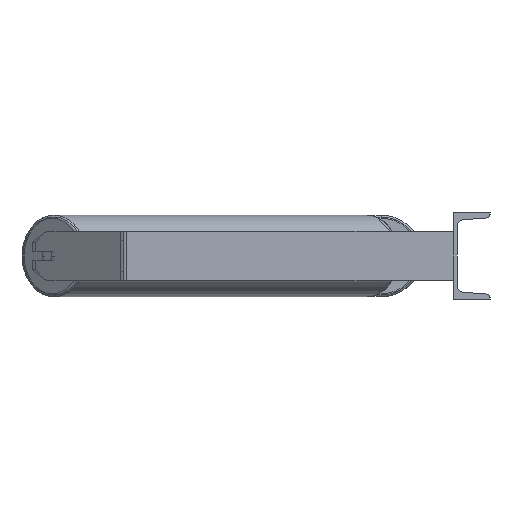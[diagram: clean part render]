
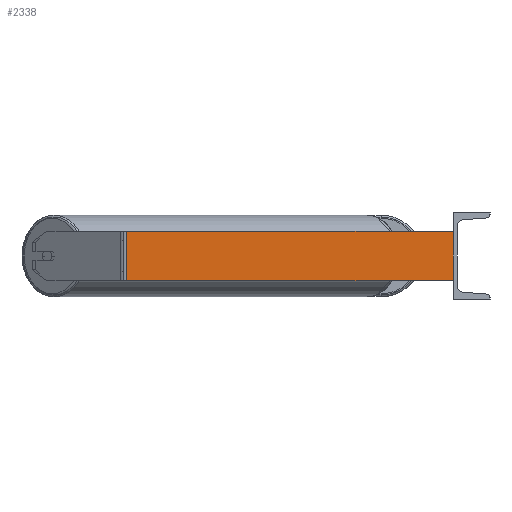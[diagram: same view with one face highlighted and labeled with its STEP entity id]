
A CAD part, left-side view. The second image highlights one B-rep face of the part: STEP entity #2338.
In plain terms, the highlighted planar face has unit normal (-1, 0, 0).
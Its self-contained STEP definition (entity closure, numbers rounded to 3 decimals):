
#3 = LINE ( 'NONE', #4946, #5616 ) ;
#53 = LINE ( 'NONE', #6138, #532 ) ;
#130 = VECTOR ( 'NONE', #1146, 1000. ) ;
#241 = EDGE_CURVE ( 'NONE', #1014, #8887, #4985, .T. ) ;
#532 = VECTOR ( 'NONE', #4873, 1000. ) ;
#944 = CARTESIAN_POINT ( 'NONE',  ( -1185., 535.984, 40. ) ) ;
#1014 = VERTEX_POINT ( 'NONE', #1547 ) ;
#1146 = DIRECTION ( 'NONE',  ( 0., -1., 0. ) ) ;
#1214 = DIRECTION ( 'NONE',  ( 0., 1., 0. ) ) ;
#1547 = CARTESIAN_POINT ( 'NONE',  ( -1185., 530.16, 40. ) ) ;
#2077 = ORIENTED_EDGE ( 'NONE', *, *, #241, .F. ) ;
#2090 = AXIS2_PLACEMENT_3D ( 'NONE', #4744, #2606, #1214 ) ;
#2268 = ORIENTED_EDGE ( 'NONE', *, *, #8765, .T. ) ;
#2338 = ADVANCED_FACE ( 'NONE', ( #4786 ), #8123, .F. ) ;
#2503 = EDGE_LOOP ( 'NONE', ( #2268, #5636, #2077, #6004 ) ) ;
#2606 = DIRECTION ( 'NONE',  ( 1., 0., 0. ) ) ;
#4089 = VECTOR ( 'NONE', #6357, 1000. ) ;
#4527 = LINE ( 'NONE', #6110, #130 ) ;
#4744 = CARTESIAN_POINT ( 'NONE',  ( -1185., 535.984, 40. ) ) ;
#4786 = FACE_OUTER_BOUND ( 'NONE', #2503, .T. ) ;
#4873 = DIRECTION ( 'NONE',  ( 0., 0., -1. ) ) ;
#4946 = CARTESIAN_POINT ( 'NONE',  ( -1185., 530.16, 40. ) ) ;
#4985 = LINE ( 'NONE', #944, #4089 ) ;
#5434 = EDGE_CURVE ( 'NONE', #8887, #8490, #53, .T. ) ;
#5616 = VECTOR ( 'NONE', #6977, 1000. ) ;
#5636 = ORIENTED_EDGE ( 'NONE', *, *, #5434, .F. ) ;
#6004 = ORIENTED_EDGE ( 'NONE', *, *, #6936, .T. ) ;
#6110 = CARTESIAN_POINT ( 'NONE',  ( -1185., 535.984, -40. ) ) ;
#6138 = CARTESIAN_POINT ( 'NONE',  ( -1185., 0., 40. ) ) ;
#6149 = CARTESIAN_POINT ( 'NONE',  ( -1185., 530.16, -40. ) ) ;
#6357 = DIRECTION ( 'NONE',  ( 0., -1., 0. ) ) ;
#6383 = VERTEX_POINT ( 'NONE', #6149 ) ;
#6936 = EDGE_CURVE ( 'NONE', #1014, #6383, #3, .T. ) ;
#6977 = DIRECTION ( 'NONE',  ( 0., 0., -1. ) ) ;
#7001 = CARTESIAN_POINT ( 'NONE',  ( -1185., 0., 40. ) ) ;
#8123 = PLANE ( 'NONE',  #2090 ) ;
#8490 = VERTEX_POINT ( 'NONE', #8954 ) ;
#8765 = EDGE_CURVE ( 'NONE', #6383, #8490, #4527, .T. ) ;
#8887 = VERTEX_POINT ( 'NONE', #7001 ) ;
#8954 = CARTESIAN_POINT ( 'NONE',  ( -1185., 0., -40. ) ) ;
